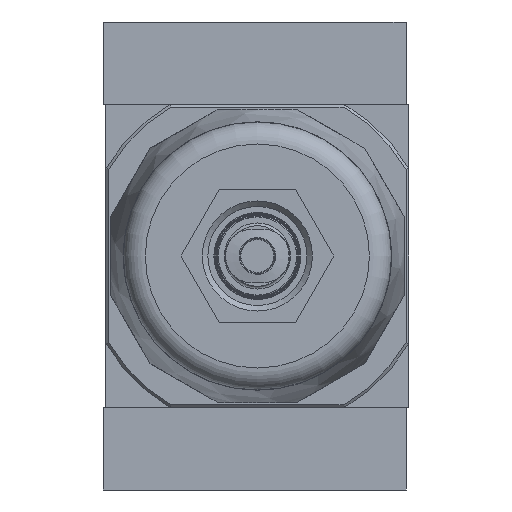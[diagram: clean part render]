
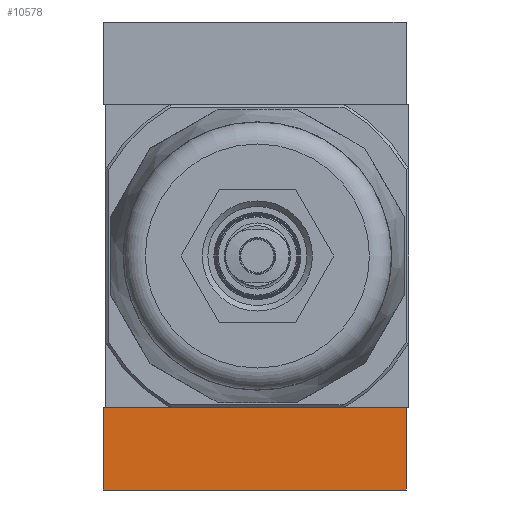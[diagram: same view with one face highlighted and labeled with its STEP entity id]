
A CAD part, front view. The second image highlights one B-rep face of the part: STEP entity #10578.
In plain terms, the highlighted face is planar.
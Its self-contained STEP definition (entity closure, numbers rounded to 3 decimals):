
#516=LINE('',#16671,#965);
#521=LINE('',#16685,#970);
#523=LINE('',#16689,#972);
#524=LINE('',#16690,#973);
#965=VECTOR('',#13208,1000.);
#970=VECTOR('',#13221,1000.);
#972=VECTOR('',#13225,1000.);
#973=VECTOR('',#13226,1000.);
#1296=PLANE('',#11386);
#3401=ORIENTED_EDGE('',*,*,#4892,.T.);
#3402=ORIENTED_EDGE('',*,*,#4883,.F.);
#3403=ORIENTED_EDGE('',*,*,#4893,.F.);
#3404=ORIENTED_EDGE('',*,*,#4890,.T.);
#4883=EDGE_CURVE('',#5768,#5765,#516,.T.);
#4890=EDGE_CURVE('',#5774,#5773,#521,.T.);
#4892=EDGE_CURVE('',#5773,#5765,#523,.T.);
#4893=EDGE_CURVE('',#5774,#5768,#524,.T.);
#5765=VERTEX_POINT('',#16665);
#5768=VERTEX_POINT('',#16670);
#5773=VERTEX_POINT('',#16684);
#5774=VERTEX_POINT('',#16686);
#6652=EDGE_LOOP('',(#3401,#3402,#3403,#3404));
#7331=FACE_BOUND('',#6652,.T.);
#10578=ADVANCED_FACE('',(#7331),#1296,.F.);
#11386=AXIS2_PLACEMENT_3D('',#16688,#13223,#13224);
#13208=DIRECTION('',(0.,0.,-1.));
#13221=DIRECTION('',(0.,0.,-1.));
#13223=DIRECTION('',(0.,-1.,0.));
#13224=DIRECTION('',(0.,0.,-1.));
#13225=DIRECTION('',(-1.,0.,0.));
#13226=DIRECTION('',(-1.,0.,0.));
#16665=CARTESIAN_POINT('',(-27.5,16.,-7.5));
#16670=CARTESIAN_POINT('',(-27.5,16.,7.5));
#16671=CARTESIAN_POINT('',(-27.5,16.,7.5));
#16684=CARTESIAN_POINT('',(27.5,16.,-7.5));
#16685=CARTESIAN_POINT('',(27.5,16.,7.5));
#16686=CARTESIAN_POINT('',(27.5,16.,7.5));
#16688=CARTESIAN_POINT('',(27.5,16.,7.5));
#16689=CARTESIAN_POINT('',(27.5,16.,-7.5));
#16690=CARTESIAN_POINT('',(27.5,16.,7.5));
